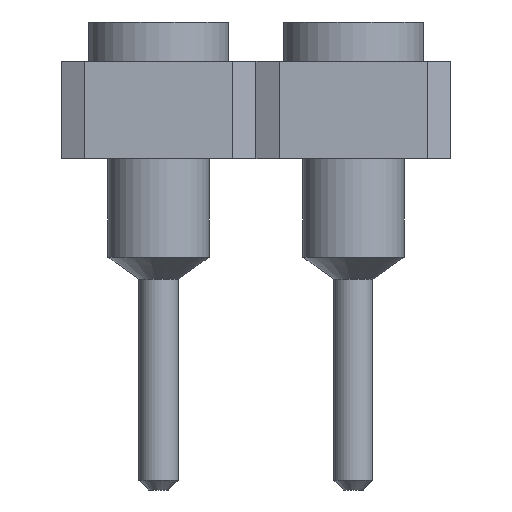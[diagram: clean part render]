
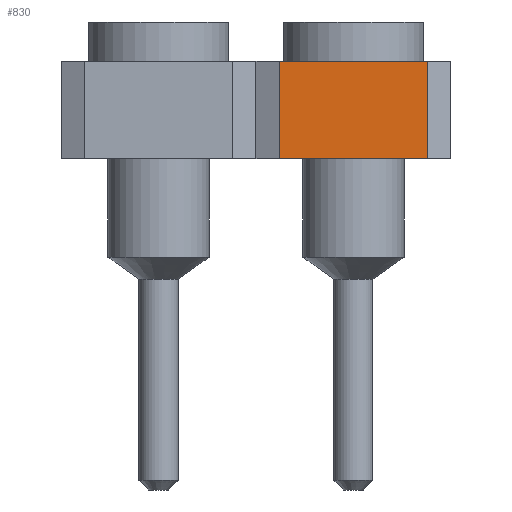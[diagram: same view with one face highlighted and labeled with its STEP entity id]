
A CAD part, left-side view. The second image highlights one B-rep face of the part: STEP entity #830.
In plain terms, the highlighted planar face has unit normal (-1, 0, 0).
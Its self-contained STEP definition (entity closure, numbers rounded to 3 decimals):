
#830=ADVANCED_FACE('',(#1852),#1854,.T.);
#1852=FACE_BOUND('',#1853,.T.);
#1853=EDGE_LOOP('',(#2755,#2756,#2757,#2758));
#1854=PLANE('',#1855);
#1855=AXIS2_PLACEMENT_3D('',#1856,#1857,#1858);
#1856=CARTESIAN_POINT('',(-1.385,0.97,1.57));
#1857=DIRECTION('',(-1.,0.,0.));
#1858=DIRECTION('',(0.,-1.,0.));
#2755=ORIENTED_EDGE('',*,*,#3019,.T.);
#2756=ORIENTED_EDGE('',*,*,#3208,.T.);
#2757=ORIENTED_EDGE('',*,*,#3097,.F.);
#2758=ORIENTED_EDGE('',*,*,#3209,.F.);
#3019=EDGE_CURVE('',#3359,#3357,#3360,.T.);
#3097=EDGE_CURVE('',#3511,#3513,#3514,.T.);
#3208=EDGE_CURVE('',#3357,#3513,#3693,.T.);
#3209=EDGE_CURVE('',#3359,#3511,#3694,.T.);
#3357=VERTEX_POINT('',#3959);
#3359=VERTEX_POINT('',#3963);
#3360=LINE('',#3964,#3965);
#3511=VERTEX_POINT('',#4297);
#3513=VERTEX_POINT('',#4301);
#3514=LINE('',#4302,#4303);
#3693=LINE('',#4729,#4730);
#3694=LINE('',#4732,#4733);
#3959=CARTESIAN_POINT('',(-1.385,-0.97,1.57));
#3963=CARTESIAN_POINT('',(-1.385,0.97,1.57));
#3964=CARTESIAN_POINT('',(-1.385,0.97,1.57));
#3965=VECTOR('',#3966,1.);
#3966=DIRECTION('',(0.,-1.,0.));
#4297=CARTESIAN_POINT('',(-1.385,0.97,2.84));
#4301=CARTESIAN_POINT('',(-1.385,-0.97,2.84));
#4302=CARTESIAN_POINT('',(-1.385,0.97,2.84));
#4303=VECTOR('',#4304,1.);
#4304=DIRECTION('',(0.,-1.,0.));
#4729=CARTESIAN_POINT('',(-1.385,-0.97,1.57));
#4730=VECTOR('',#4731,1.);
#4731=DIRECTION('',(0.,0.,1.));
#4732=CARTESIAN_POINT('',(-1.385,0.97,1.57));
#4733=VECTOR('',#4734,1.);
#4734=DIRECTION('',(0.,0.,1.));
